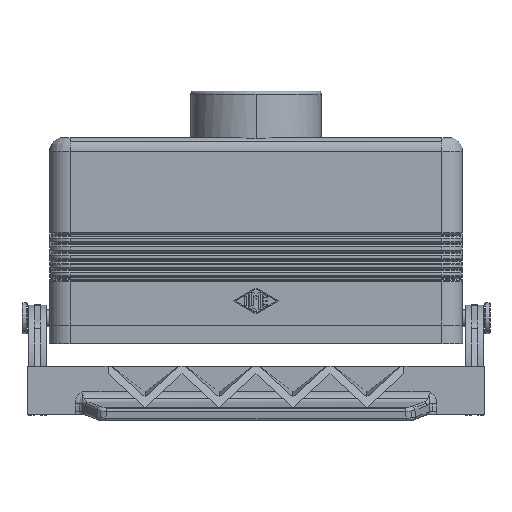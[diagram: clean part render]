
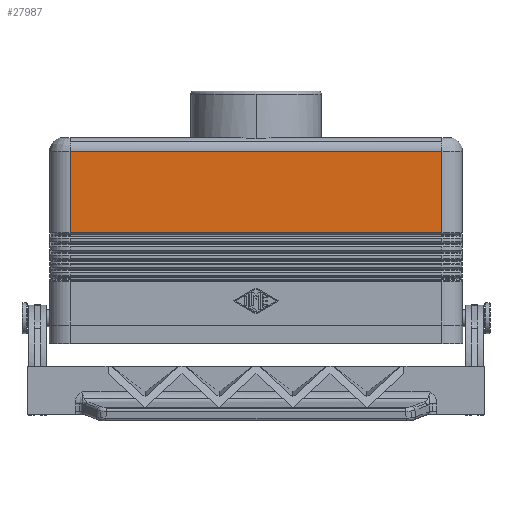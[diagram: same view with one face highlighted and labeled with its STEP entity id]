
A CAD part, front view. The second image highlights one B-rep face of the part: STEP entity #27987.
In plain terms, the highlighted planar face has unit normal (0, -1, 0).
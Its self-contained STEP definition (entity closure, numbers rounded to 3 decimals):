
#9302=CARTESIAN_POINT('',(-54.0,-21.5,56.0));
#9303=VERTEX_POINT('',#9302);
#9311=CARTESIAN_POINT('',(54.0,-21.5,56.0));
#9312=VERTEX_POINT('',#9311);
#9313=CARTESIAN_POINT('',(-54.0,-21.5,56.0));
#9314=DIRECTION('',(1.0,0.0,0.0));
#9315=VECTOR('',#9314,108.0);
#9316=LINE('',#9313,#9315);
#9317=EDGE_CURVE('',#9303,#9312,#9316,.T.);
#25247=CARTESIAN_POINT('',(-54.0,-21.5,32.25));
#25248=VERTEX_POINT('',#25247);
#25397=CARTESIAN_POINT('',(54.0,-21.5,32.25));
#25398=VERTEX_POINT('',#25397);
#25405=CARTESIAN_POINT('',(-54.0,-21.5,32.25));
#25406=DIRECTION('',(1.0,0.0,0.0));
#25407=VECTOR('',#25406,108.0);
#25408=LINE('',#25405,#25407);
#25409=EDGE_CURVE('',#25248,#25398,#25408,.T.);
#27832=CARTESIAN_POINT('',(-54.0,-21.5,32.25));
#27833=DIRECTION('',(0.0,0.0,1.0));
#27834=VECTOR('',#27833,23.75);
#27835=LINE('',#27832,#27834);
#27836=EDGE_CURVE('',#25248,#9303,#27835,.T.);
#27902=CARTESIAN_POINT('',(54.0,-21.5,32.25));
#27903=DIRECTION('',(0.0,0.0,1.0));
#27904=VECTOR('',#27903,23.75);
#27905=LINE('',#27902,#27904);
#27906=EDGE_CURVE('',#25398,#9312,#27905,.T.);
#27976=CARTESIAN_POINT('',(54.0,-21.5,5.5));
#27977=DIRECTION('',(0.0,-1.0,0.0));
#27978=DIRECTION('',(0.0,0.0,-1.0));
#27979=AXIS2_PLACEMENT_3D('',#27976,#27977,#27978);
#27980=PLANE('',#27979);
#27981=ORIENTED_EDGE('',*,*,#25409,.T.);
#27982=ORIENTED_EDGE('',*,*,#27906,.T.);
#27983=ORIENTED_EDGE('',*,*,#9317,.F.);
#27984=ORIENTED_EDGE('',*,*,#27836,.F.);
#27985=EDGE_LOOP('',(#27981,#27982,#27983,#27984));
#27986=FACE_OUTER_BOUND('',#27985,.T.);
#27987=ADVANCED_FACE('',(#27986),#27980,.T.);
